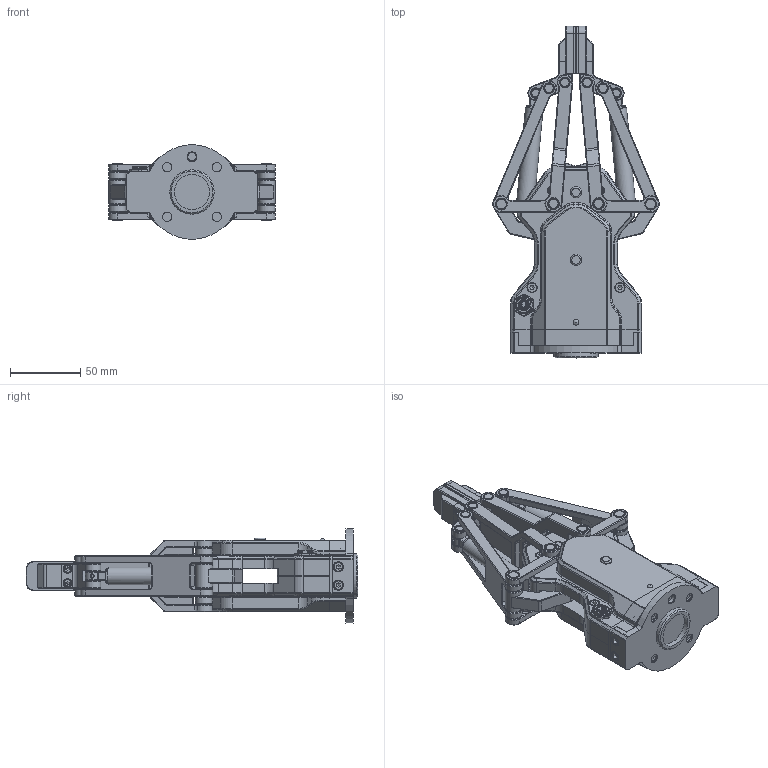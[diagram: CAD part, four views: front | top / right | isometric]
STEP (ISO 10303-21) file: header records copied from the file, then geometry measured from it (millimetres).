
FILE_DESCRIPTION (( 'STEP AP203' ), '1' );
FILE_NAME ('AG-145_3Dmodel_20210615.STEP', '2021-06-15T11:16:05', ( '' ), ( '' ), 'SwSTEP 2.0', 'SolidWorks 2016', '' );
FILE_SCHEMA (( 'CONFIG_CONTROL_DESIGN' ));
Length unit declared in the file: millimetre
Products named in the file (36): E; hexagon socket head cap screws gb_GB_FASTENER_SCREWS_HSHCS M3X6-N; hexagon socket head cap screws gb_GB_FASTENER_SCREWS_HSHCS M4X8-N; F; FLANGE; G; D; B; C; H; A; AG-145_3Dmodel_20210615
Assembly tree (24 placements, depth 2):
  E
  hexagon socket head cap screws gb_GB_FASTENER_SCREWS_HSHCS M3X6-N
  hexagon socket head cap screws gb_GB_FASTENER_SCREWS_HSHCS M4X8-N
  hexagon socket head cap screws gb_GB_FASTENER_SCREWS_HSHCS M4X8-N
  hexagon socket head cap screws gb_GB_FASTENER_SCREWS_HSHCS M3X6-N
Bounding box: 117.99 x 235.48 x 66.77 mm (x, y, z)
Volume: 149210.6 mm3; surface area: 127785 mm2
Topology: 23 solids, 37 shells, 2565 faces, 6043 edges, 3657 vertices
Faces by surface type: plane 1203, cylinder 631, cone 468, bspline 259, torus 4
Full cylindrical faces by diameter (mm): 1.1 x4, 1.61 x4, 2.5 x8, 3 x16, 3.2 x4, 3.3 x4, 3.5 x4, 4 x12, 4.2 x12, 5.5 x8, 5.7 x5, 6 x5, 6.1 x2, 6.5 x37, 7 x13, 7.2 x8, 7.3 x4, 7.5 x22, 8.5 x1, 12 x3, 12.2 x4, 12.5 x2, 14 x1, 25 x1, 31.5 x1
Entity records: 84650 total; most frequent: CARTESIAN_POINT 40856, ORIENTED_EDGE 8263, DIRECTION 7834, EDGE_CURVE 4138, AXIS2_PLACEMENT_3D 2756, VERTEX_POINT 2638, EDGE_LOOP 2334, LINE 2322
